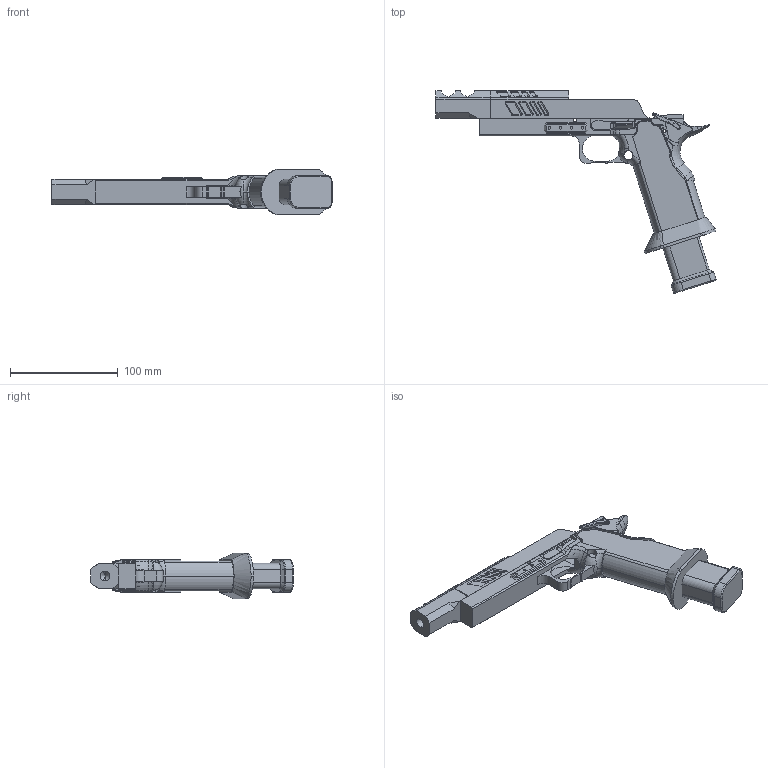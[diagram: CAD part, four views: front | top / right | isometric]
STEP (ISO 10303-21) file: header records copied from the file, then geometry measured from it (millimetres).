
FILE_DESCRIPTION (( 'STEP AP214' ), '1' );
FILE_NAME ('2011_Open_grip.STEP', '2024-04-24T06:12:31', ( '' ), ( '' ), 'SwSTEP 2.0', 'SolidWorks 2022', '' );
FILE_SCHEMA (( 'AUTOMOTIVE_DESIGN' ));
Length unit declared in the file: inch
Products named in the file (1): 2011_Open_grip
Bounding box: 260.41 x 188.55 x 42.72 mm (x, y, z)
Volume: 171466.3 mm3; surface area: 79725.5 mm2
Topology: 1 solids, 1 shells, 722 faces, 1969 edges, 1207 vertices
Faces by surface type: plane 280, cylinder 265, sphere 67, torus 60, bspline 35, cone 15
Entity records: 23742 total; most frequent: CARTESIAN_POINT 5795, ORIENTED_EDGE 3814, DIRECTION 3745, EDGE_CURVE 1907, AXIS2_PLACEMENT_3D 1377, VERTEX_POINT 1191, VECTOR 991, LINE 991
